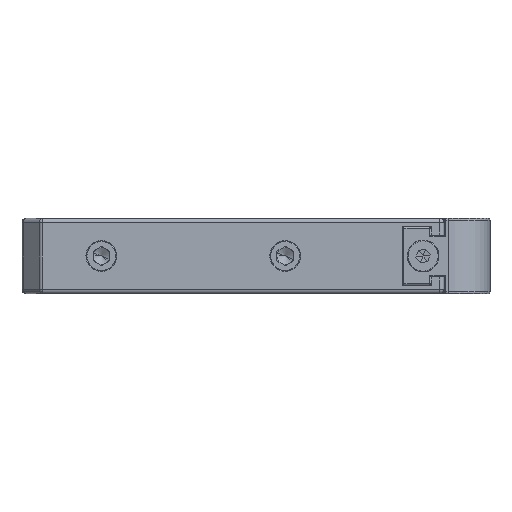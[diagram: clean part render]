
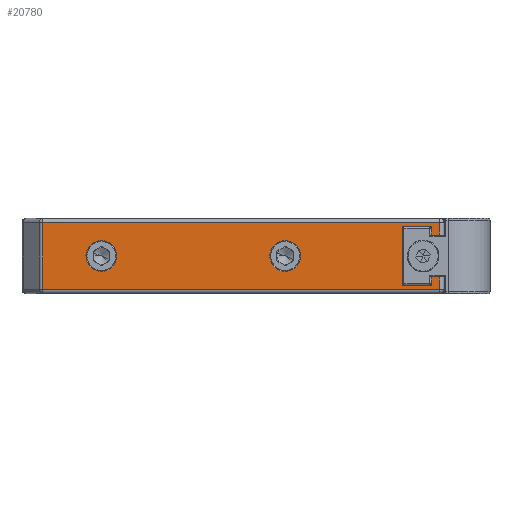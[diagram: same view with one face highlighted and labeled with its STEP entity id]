
A CAD part, left-side view. The second image highlights one B-rep face of the part: STEP entity #20780.
In plain terms, the highlighted planar face has unit normal (-1, 0, 0).
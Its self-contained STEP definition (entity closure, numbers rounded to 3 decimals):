
#136 = VECTOR ( 'NONE', #14516, 1000. ) ;
#423 = VERTEX_POINT ( 'NONE', #19819 ) ;
#485 = DIRECTION ( 'NONE',  ( 0., 0., 1. ) ) ;
#540 = ORIENTED_EDGE ( 'NONE', *, *, #4670, .F. ) ;
#576 = EDGE_CURVE ( 'NONE', #15225, #18506, #9012, .T. ) ;
#669 = AXIS2_PLACEMENT_3D ( 'NONE', #5671, #5780, #7333 ) ;
#697 = FACE_OUTER_BOUND ( 'NONE', #8043, .T. ) ;
#781 = CARTESIAN_POINT ( 'NONE',  ( -36.558, -3.205, -2.5 ) ) ;
#823 = DIRECTION ( 'NONE',  ( 0., 0., -1. ) ) ;
#920 = ORIENTED_EDGE ( 'NONE', *, *, #5044, .T. ) ;
#1572 = LINE ( 'NONE', #3447, #17131 ) ;
#1967 = VECTOR ( 'NONE', #5864, 1000. ) ;
#2047 = ORIENTED_EDGE ( 'NONE', *, *, #7697, .T. ) ;
#2137 = CARTESIAN_POINT ( 'NONE',  ( -36.558, 36.295, 0. ) ) ;
#2173 = CARTESIAN_POINT ( 'NONE',  ( -36.558, -3.205, 3.5 ) ) ;
#2307 = CARTESIAN_POINT ( 'NONE',  ( -36.558, 43.545, 4. ) ) ;
#2367 = VECTOR ( 'NONE', #20738, 1000. ) ;
#2430 = ORIENTED_EDGE ( 'NONE', *, *, #21547, .F. ) ;
#2445 = AXIS2_PLACEMENT_3D ( 'NONE', #5308, #20408, #11856 ) ;
#2452 = EDGE_CURVE ( 'NONE', #7912, #9595, #4729, .T. ) ;
#2462 = LINE ( 'NONE', #11236, #19777 ) ;
#2534 = DIRECTION ( 'NONE',  ( 0., -1., 0. ) ) ;
#2667 = CIRCLE ( 'NONE', #17962, 1.85 ) ;
#2854 = LINE ( 'NONE', #19428, #8788 ) ;
#2890 = CARTESIAN_POINT ( 'NONE',  ( -36.558, 0.295, 2.5 ) ) ;
#3053 = CARTESIAN_POINT ( 'NONE',  ( -36.558, 0.295, -3.5 ) ) ;
#3134 = VECTOR ( 'NONE', #2534, 1000. ) ;
#3431 = CARTESIAN_POINT ( 'NONE',  ( -36.558, 0.295, 3.5 ) ) ;
#3447 = CARTESIAN_POINT ( 'NONE',  ( -36.558, 43.545, 3.5 ) ) ;
#3512 = EDGE_LOOP ( 'NONE', ( #4435, #18872 ) ) ;
#4006 = VERTEX_POINT ( 'NONE', #6442 ) ;
#4367 = CARTESIAN_POINT ( 'NONE',  ( -36.558, -4.205, -4. ) ) ;
#4400 = VECTOR ( 'NONE', #15803, 1000. ) ;
#4414 = LINE ( 'NONE', #15867, #1967 ) ;
#4435 = ORIENTED_EDGE ( 'NONE', *, *, #2452, .F. ) ;
#4670 = EDGE_CURVE ( 'NONE', #15730, #14192, #1572, .T. ) ;
#4729 = CIRCLE ( 'NONE', #12898, 1.85 ) ;
#4876 = VERTEX_POINT ( 'NONE', #19577 ) ;
#4977 = ORIENTED_EDGE ( 'NONE', *, *, #576, .F. ) ;
#4985 = LINE ( 'NONE', #2890, #20171 ) ;
#5044 = EDGE_CURVE ( 'NONE', #6584, #4006, #4985, .T. ) ;
#5245 = CARTESIAN_POINT ( 'NONE',  ( -36.558, 43.338, 4. ) ) ;
#5246 = AXIS2_PLACEMENT_3D ( 'NONE', #18810, #5468, #8805 ) ;
#5308 = CARTESIAN_POINT ( 'NONE',  ( -36.558, 14.295, 0. ) ) ;
#5346 = DIRECTION ( 'NONE',  ( 0., 1., 0. ) ) ;
#5468 = DIRECTION ( 'NONE',  ( -1., 0., 0. ) ) ;
#5671 = CARTESIAN_POINT ( 'NONE',  ( -36.558, 43.545, 4.5 ) ) ;
#5724 = ORIENTED_EDGE ( 'NONE', *, *, #18680, .F. ) ;
#5745 = LINE ( 'NONE', #20852, #2367 ) ;
#5780 = DIRECTION ( 'NONE',  ( 1., 0., 0. ) ) ;
#5783 = DIRECTION ( 'NONE',  ( 0., 0., -1. ) ) ;
#5805 = LINE ( 'NONE', #16150, #10247 ) ;
#5864 = DIRECTION ( 'NONE',  ( 0., 0., -1. ) ) ;
#5897 = FACE_BOUND ( 'NONE', #8650, .T. ) ;
#6111 = CARTESIAN_POINT ( 'NONE',  ( -36.558, 43.338, -4. ) ) ;
#6118 = CARTESIAN_POINT ( 'NONE',  ( -36.558, -4.205, 4.5 ) ) ;
#6193 = DIRECTION ( 'NONE',  ( 0., 0., -1. ) ) ;
#6442 = CARTESIAN_POINT ( 'NONE',  ( -36.558, -4.205, 2.5 ) ) ;
#6584 = VERTEX_POINT ( 'NONE', #10978 ) ;
#7194 = VERTEX_POINT ( 'NONE', #16487 ) ;
#7305 = LINE ( 'NONE', #2307, #3134 ) ;
#7333 = DIRECTION ( 'NONE',  ( 0., 1., 0. ) ) ;
#7415 = ORIENTED_EDGE ( 'NONE', *, *, #13986, .F. ) ;
#7697 = EDGE_CURVE ( 'NONE', #18116, #4876, #4414, .T. ) ;
#7761 = ORIENTED_EDGE ( 'NONE', *, *, #9500, .F. ) ;
#7912 = VERTEX_POINT ( 'NONE', #10390 ) ;
#7932 = ORIENTED_EDGE ( 'NONE', *, *, #21093, .F. ) ;
#8043 = EDGE_LOOP ( 'NONE', ( #2430, #5724, #2047, #7415, #7761, #540, #19338, #920, #10301, #20681, #12645, #4977 ) ) ;
#8163 = CARTESIAN_POINT ( 'NONE',  ( -36.558, 36.295, -1.85 ) ) ;
#8450 = VECTOR ( 'NONE', #5783, 1000. ) ;
#8650 = EDGE_LOOP ( 'NONE', ( #12057, #7932 ) ) ;
#8788 = VECTOR ( 'NONE', #6193, 1000. ) ;
#8805 = DIRECTION ( 'NONE',  ( 0., 0., 1. ) ) ;
#9012 = LINE ( 'NONE', #15797, #16641 ) ;
#9016 = CARTESIAN_POINT ( 'NONE',  ( -36.558, 43.545, -3.5 ) ) ;
#9500 = EDGE_CURVE ( 'NONE', #14192, #18947, #12945, .T. ) ;
#9563 = LINE ( 'NONE', #6118, #8450 ) ;
#9595 = VERTEX_POINT ( 'NONE', #8163 ) ;
#10247 = VECTOR ( 'NONE', #823, 1000. ) ;
#10301 = ORIENTED_EDGE ( 'NONE', *, *, #16665, .F. ) ;
#10353 = CARTESIAN_POINT ( 'NONE',  ( -36.558, -4.205, -2.5 ) ) ;
#10390 = CARTESIAN_POINT ( 'NONE',  ( -36.558, 36.295, 1.85 ) ) ;
#10978 = CARTESIAN_POINT ( 'NONE',  ( -36.558, -3.205, 2.5 ) ) ;
#11225 = PLANE ( 'NONE',  #669 ) ;
#11236 = CARTESIAN_POINT ( 'NONE',  ( -36.558, 43.338, 4.5 ) ) ;
#11676 = DIRECTION ( 'NONE',  ( -1., 0., 0. ) ) ;
#11748 = EDGE_CURVE ( 'NONE', #18506, #20369, #2462, .T. ) ;
#11856 = DIRECTION ( 'NONE',  ( 0., 0., 1. ) ) ;
#12057 = ORIENTED_EDGE ( 'NONE', *, *, #20443, .F. ) ;
#12645 = ORIENTED_EDGE ( 'NONE', *, *, #11748, .F. ) ;
#12796 = LINE ( 'NONE', #9016, #4400 ) ;
#12874 = VERTEX_POINT ( 'NONE', #14998 ) ;
#12898 = AXIS2_PLACEMENT_3D ( 'NONE', #21775, #11676, #18267 ) ;
#12945 = LINE ( 'NONE', #21166, #136 ) ;
#13764 = VERTEX_POINT ( 'NONE', #10353 ) ;
#13986 = EDGE_CURVE ( 'NONE', #18947, #4876, #12796, .T. ) ;
#14192 = VERTEX_POINT ( 'NONE', #3431 ) ;
#14516 = DIRECTION ( 'NONE',  ( 0., 0., -1. ) ) ;
#14518 = CIRCLE ( 'NONE', #2445, 1.85 ) ;
#14789 = DIRECTION ( 'NONE',  ( 0., -1., 0. ) ) ;
#14998 = CARTESIAN_POINT ( 'NONE',  ( -36.558, 14.295, -1.85 ) ) ;
#15120 = EDGE_CURVE ( 'NONE', #9595, #7912, #2667, .T. ) ;
#15225 = VERTEX_POINT ( 'NONE', #4367 ) ;
#15452 = DIRECTION ( 'NONE',  ( 0., 1., 0. ) ) ;
#15730 = VERTEX_POINT ( 'NONE', #2173 ) ;
#15797 = CARTESIAN_POINT ( 'NONE',  ( -36.558, 43.545, -4. ) ) ;
#15803 = DIRECTION ( 'NONE',  ( 0., -1., 0. ) ) ;
#15867 = CARTESIAN_POINT ( 'NONE',  ( -36.558, -3.205, -3.5 ) ) ;
#16023 = DIRECTION ( 'NONE',  ( 0., 0., 1. ) ) ;
#16150 = CARTESIAN_POINT ( 'NONE',  ( -36.558, -4.205, 4.5 ) ) ;
#16487 = CARTESIAN_POINT ( 'NONE',  ( -36.558, -4.205, 4. ) ) ;
#16641 = VECTOR ( 'NONE', #5346, 1000. ) ;
#16665 = EDGE_CURVE ( 'NONE', #7194, #4006, #9563, .T. ) ;
#17131 = VECTOR ( 'NONE', #15452, 1000. ) ;
#17962 = AXIS2_PLACEMENT_3D ( 'NONE', #2137, #19035, #485 ) ;
#18116 = VERTEX_POINT ( 'NONE', #781 ) ;
#18267 = DIRECTION ( 'NONE',  ( 0., 0., 1. ) ) ;
#18506 = VERTEX_POINT ( 'NONE', #6111 ) ;
#18680 = EDGE_CURVE ( 'NONE', #18116, #13764, #5745, .T. ) ;
#18810 = CARTESIAN_POINT ( 'NONE',  ( -36.558, 14.295, 0. ) ) ;
#18872 = ORIENTED_EDGE ( 'NONE', *, *, #15120, .F. ) ;
#18947 = VERTEX_POINT ( 'NONE', #3053 ) ;
#19035 = DIRECTION ( 'NONE',  ( -1., 0., 0. ) ) ;
#19338 = ORIENTED_EDGE ( 'NONE', *, *, #19872, .T. ) ;
#19428 = CARTESIAN_POINT ( 'NONE',  ( -36.558, -3.205, 2.5 ) ) ;
#19577 = CARTESIAN_POINT ( 'NONE',  ( -36.558, -3.205, -3.5 ) ) ;
#19777 = VECTOR ( 'NONE', #16023, 1000. ) ;
#19819 = CARTESIAN_POINT ( 'NONE',  ( -36.558, 14.295, 1.85 ) ) ;
#19872 = EDGE_CURVE ( 'NONE', #15730, #6584, #2854, .T. ) ;
#20171 = VECTOR ( 'NONE', #14789, 1000. ) ;
#20369 = VERTEX_POINT ( 'NONE', #5245 ) ;
#20408 = DIRECTION ( 'NONE',  ( -1., 0., 0. ) ) ;
#20443 = EDGE_CURVE ( 'NONE', #423, #12874, #20505, .T. ) ;
#20505 = CIRCLE ( 'NONE', #5246, 1.85 ) ;
#20681 = ORIENTED_EDGE ( 'NONE', *, *, #21136, .F. ) ;
#20738 = DIRECTION ( 'NONE',  ( 0., -1., 0. ) ) ;
#20780 = ADVANCED_FACE ( 'NONE', ( #5897, #20891, #697 ), #11225, .F. ) ;
#20852 = CARTESIAN_POINT ( 'NONE',  ( -36.558, 43.545, -2.5 ) ) ;
#20891 = FACE_BOUND ( 'NONE', #3512, .T. ) ;
#21093 = EDGE_CURVE ( 'NONE', #12874, #423, #14518, .T. ) ;
#21136 = EDGE_CURVE ( 'NONE', #20369, #7194, #7305, .T. ) ;
#21166 = CARTESIAN_POINT ( 'NONE',  ( -36.558, 0.295, 4.5 ) ) ;
#21547 = EDGE_CURVE ( 'NONE', #13764, #15225, #5805, .T. ) ;
#21775 = CARTESIAN_POINT ( 'NONE',  ( -36.558, 36.295, 0. ) ) ;
